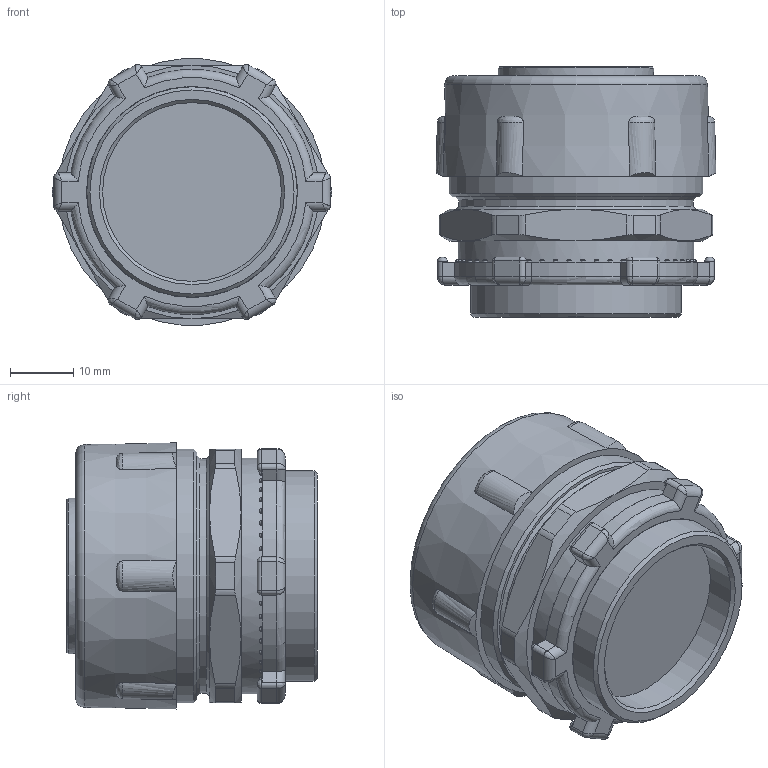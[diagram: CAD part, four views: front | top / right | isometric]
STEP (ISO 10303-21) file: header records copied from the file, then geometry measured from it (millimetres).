
FILE_DESCRIPTION(/* description */ ('','CAx-IF Rec.Pracs.---Representation and Presentation of Product Manufacturing Information (PMI)---4.0---2014-10-13'),/* implementation_level */ '2;1');
FILE_NAME(/* name */ 'ЗЭТАРУС РКН-25.stp',/* time_stamp */ '2023-01-20T09:28:44+07:00',/* author */ ('zeta-09'),/* organization */ (''),/* preprocessor_version */ 'ST-DEVELOPER v18.1',/* originating_system */ 'Autodesk Inventor 2021',/* authorisation */ '');
FILE_SCHEMA (('AP242_MANAGED_MODEL_BASED_3D_ENGINEERING_MIM_LF { 1 0 10303 442 1 1 4 }'));
Length unit declared in the file: millimetre
Products named in the file (1): Деталь3
Bounding box: 44.12 x 39.5 x 42.01 mm (x, y, z)
Volume: 43414.5 mm3; surface area: 11389.1 mm2
Topology: 7 solids, 9 shells, 606 faces, 1567 edges, 977 vertices
Faces by surface type: plane 234, cylinder 233, bspline 105, cone 27, torus 7
Full cylindrical faces by diameter (mm): 23.1 x1, 24.5 x1, 28.2 x1, 33 x1, 33.2 x1, 37 x1, 37.2 x1, 40 x1
Entity records: 21764 total; most frequent: CARTESIAN_POINT 6671, ORIENTED_EDGE 3115, DIRECTION 2940, EDGE_CURVE 1560, AXIS2_PLACEMENT_3D 1089, VERTEX_POINT 982, LINE 762, VECTOR 762
